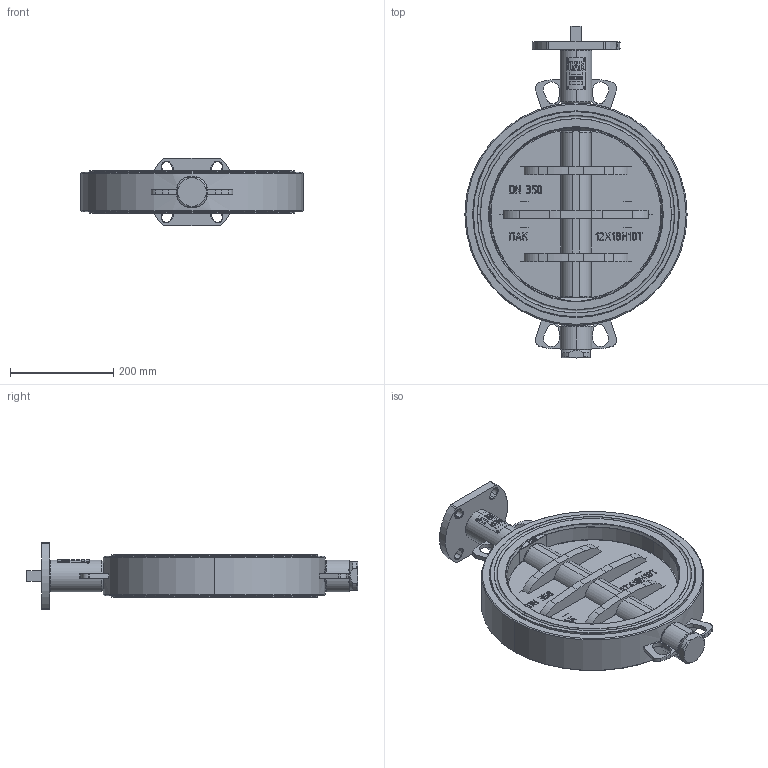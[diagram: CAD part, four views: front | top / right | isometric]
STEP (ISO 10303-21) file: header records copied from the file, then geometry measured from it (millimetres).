
FILE_DESCRIPTION (( 'STEP AP214' ), '1' );
FILE_NAME ('AP1.25.200.01.01.00.000 Ã× 3D-ìîäåëü ñèììåòðè÷íîãî çàòâîð DN350 PN10-16.STEP', '2022-05-30T06:55:07', ( '' ), ( '' ), 'SwSTEP 2.0', 'SolidWorks 2018', '' );
FILE_SCHEMA (( 'AUTOMOTIVE_DESIGN' ));
Length unit declared in the file: millimetre
Products named in the file (2): AP1.25.200.01.01.00.000 Ã×  3D-ìîäåëü ñèììåòðè÷íîãî çàòâîð DN350 PN10-16
Bounding box: 430 x 642 x 130 mm (x, y, z)
Surface area: 784996.8 mm2 (no closed solid volume)
Topology: 0 solids, 54 shells, 567 faces, 2747 edges, 2199 vertices
Faces by surface type: plane 209, cylinder 146, cone 82, torus 66, bspline 64
Entity records: 41091 total; most frequent: CARTESIAN_POINT 14910, ORIENTED_EDGE 3795, DIRECTION 3571, EDGE_CURVE 2747, VERTEX_POINT 2199, AXIS2_PLACEMENT_3D 1253, VECTOR 1065, LINE 1065
